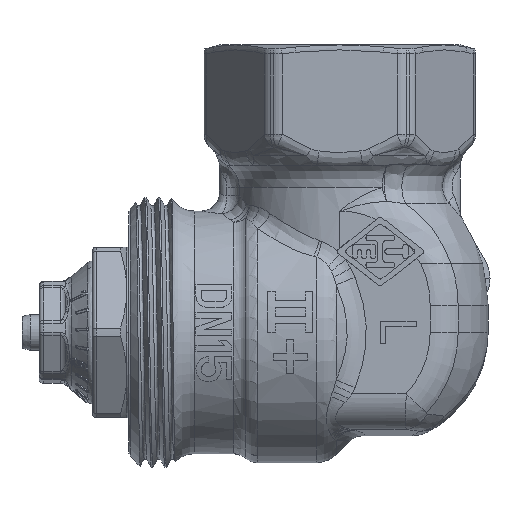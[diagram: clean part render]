
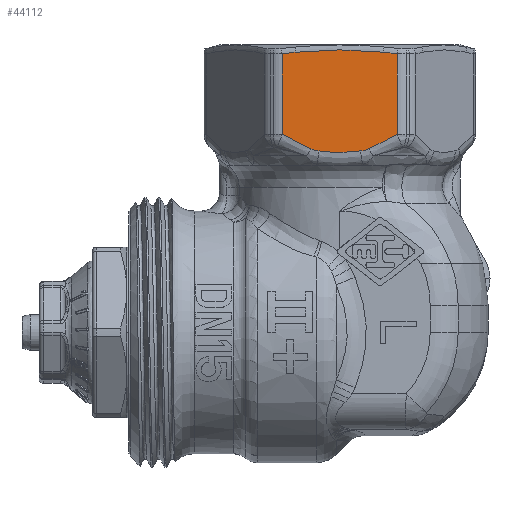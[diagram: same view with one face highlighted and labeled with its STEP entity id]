
A CAD part, left-side view. The second image highlights one B-rep face of the part: STEP entity #44112.
In plain terms, the highlighted planar face has unit normal (-1, 0, 0).
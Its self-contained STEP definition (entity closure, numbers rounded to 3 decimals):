
#11157=CARTESIAN_POINT('',(-13.425,6.409,
30.983));
#11158=CARTESIAN_POINT('',(-13.425,6.23,
31.006));
#11159=CARTESIAN_POINT('',(-13.425,5.877,
31.051));
#11160=CARTESIAN_POINT('',(-13.425,5.361,
31.111));
#11161=CARTESIAN_POINT('',(-13.425,5.026,31.148));
#11162=CARTESIAN_POINT('',(-13.425,4.861,31.165));
#11186=CARTESIAN_POINT('',(-13.425,4.861,31.165));
#11187=CARTESIAN_POINT('',(-13.425,4.283,31.225));
#11188=CARTESIAN_POINT('',(-13.425,3.153,31.324));
#11189=CARTESIAN_POINT('',(-13.425,1.554,31.41));
#11190=CARTESIAN_POINT('',(-13.425,0.,31.438));
#11191=CARTESIAN_POINT('',(-13.425,-1.554,31.41));
#11192=CARTESIAN_POINT('',(-13.425,-3.153,31.324));
#11193=CARTESIAN_POINT('',(-13.425,-4.283,31.225));
#11194=CARTESIAN_POINT('',(-13.425,-4.861,31.165));
#11203=CARTESIAN_POINT('',(-13.425,-4.861,31.165));
#11204=CARTESIAN_POINT('',(-13.425,-5.026,31.148));
#11205=CARTESIAN_POINT('',(-13.425,-5.361,
31.111));
#11206=CARTESIAN_POINT('',(-13.425,-5.877,
31.051));
#11207=CARTESIAN_POINT('',(-13.425,-6.23,
31.006));
#11208=CARTESIAN_POINT('',(-13.425,-6.409,
30.983));
#13013=DIRECTION('',(0.,0.,-1.));
#13014=VECTOR('',#13013,8.959);
#13015=CARTESIAN_POINT('',(-13.425,6.409,
30.983));
#13016=LINE('',#13015,#13014);
#13021=DIRECTION('',(0.,0.,1.));
#13022=VECTOR('',#13021,8.959);
#13023=CARTESIAN_POINT('',(-13.425,-6.409,
22.024));
#13024=LINE('',#13023,#13022);
#13065=CARTESIAN_POINT('',(-13.425,-6.409,
22.024));
#13079=CARTESIAN_POINT('',(-13.425,-6.409,
22.024));
#13080=CARTESIAN_POINT('',(-13.425,-6.176,
21.931));
#13081=CARTESIAN_POINT('',(-13.425,-5.691,
21.728));
#13082=CARTESIAN_POINT('',(-13.425,-4.898,
21.356));
#13083=CARTESIAN_POINT('',(-13.425,-4.066,
20.925));
#13084=CARTESIAN_POINT('',(-13.425,-3.5,
20.606));
#13085=CARTESIAN_POINT('',(-13.425,-3.214,
20.437));
#13104=CARTESIAN_POINT('',(-13.425,-3.214,
20.437));
#13105=CARTESIAN_POINT('',(-13.425,-3.188,
20.421));
#13106=CARTESIAN_POINT('',(-13.425,-3.132,
20.392));
#13107=CARTESIAN_POINT('',(-13.425,-3.032,
20.35));
#13108=CARTESIAN_POINT('',(-13.425,-2.92,
20.311));
#13109=CARTESIAN_POINT('',(-13.425,-2.792,20.276));
#13110=CARTESIAN_POINT('',(-13.425,-2.65,
20.243));
#13111=CARTESIAN_POINT('',(-13.425,-2.491,
20.214));
#13112=CARTESIAN_POINT('',(-13.425,-2.374,
20.196));
#13113=CARTESIAN_POINT('',(-13.425,-2.313,
20.188));
#13129=CARTESIAN_POINT('',(-13.425,-2.313,
20.188));
#13130=CARTESIAN_POINT('',(-13.425,-1.959,
20.141));
#13131=CARTESIAN_POINT('',(-13.425,-1.287,
20.068));
#13132=CARTESIAN_POINT('',(-13.425,-0.419,
20.021));
#13133=CARTESIAN_POINT('',(-13.425,0.418,
20.021));
#13134=CARTESIAN_POINT('',(-13.425,1.286,
20.068));
#13135=CARTESIAN_POINT('',(-13.425,1.959,
20.141));
#13136=CARTESIAN_POINT('',(-13.425,2.313,
20.188));
#13155=CARTESIAN_POINT('',(-13.425,2.313,
20.188));
#13156=CARTESIAN_POINT('',(-13.425,2.374,
20.196));
#13157=CARTESIAN_POINT('',(-13.425,2.491,
20.214));
#13158=CARTESIAN_POINT('',(-13.425,2.65,
20.243));
#13159=CARTESIAN_POINT('',(-13.425,2.792,20.276));
#13160=CARTESIAN_POINT('',(-13.425,2.92,
20.311));
#13161=CARTESIAN_POINT('',(-13.425,3.032,
20.35));
#13162=CARTESIAN_POINT('',(-13.425,3.132,
20.392));
#13163=CARTESIAN_POINT('',(-13.425,3.188,
20.421));
#13164=CARTESIAN_POINT('',(-13.425,3.214,
20.437));
#13239=CARTESIAN_POINT('',(-13.425,3.214,
20.437));
#13240=CARTESIAN_POINT('',(-13.425,3.5,
20.606));
#13241=CARTESIAN_POINT('',(-13.425,4.066,
20.925));
#13242=CARTESIAN_POINT('',(-13.425,4.898,
21.356));
#13243=CARTESIAN_POINT('',(-13.425,5.691,
21.728));
#13244=CARTESIAN_POINT('',(-13.425,6.176,
21.931));
#13245=CARTESIAN_POINT('',(-13.425,6.409,
22.024));
#27555=VERTEX_POINT('',#13065);
#27557=VERTEX_POINT('',#13085);
#27559=VERTEX_POINT('',#13113);
#27561=VERTEX_POINT('',#13136);
#27563=VERTEX_POINT('',#13164);
#27565=VERTEX_POINT('',#13245);
#27592=CARTESIAN_POINT('',(-13.425,6.409,
30.983));
#27593=VERTEX_POINT('',#27592);
#27596=CARTESIAN_POINT('',(-13.425,-6.409,
30.983));
#27597=VERTEX_POINT('',#27596);
#28651=VERTEX_POINT('',#11203);
#28652=VERTEX_POINT('',#11186);
#44089=CARTESIAN_POINT('',(-13.425,-21.008,17.886));
#44090=DIRECTION('',(1.,0.,0.));
#44091=DIRECTION('',(0.,0.,1.));
#44092=AXIS2_PLACEMENT_3D('',#44089,#44090,#44091);
#44093=PLANE('',#44092);
#44094=ORIENTED_EDGE('',*,*,#44080,.F.);
#44095=ORIENTED_EDGE('',*,*,#40651,.T.);
#44096=ORIENTED_EDGE('',*,*,#40701,.T.);
#44097=ORIENTED_EDGE('',*,*,#40735,.T.);
#44099=ORIENTED_EDGE('',*,*,#44098,.F.);
#44101=ORIENTED_EDGE('',*,*,#44100,.T.);
#44103=ORIENTED_EDGE('',*,*,#44102,.T.);
#44105=ORIENTED_EDGE('',*,*,#44104,.T.);
#44107=ORIENTED_EDGE('',*,*,#44106,.T.);
#44109=ORIENTED_EDGE('',*,*,#44108,.T.);
#44110=EDGE_LOOP('',(#44094,#44095,#44096,#44097,#44099,#44101,#44103,#44105,
#44107,#44109));
#44111=FACE_OUTER_BOUND('',#44110,.F.);
#44112=ADVANCED_FACE('',(#44111),#44093,.F.);
#11163=B_SPLINE_CURVE_WITH_KNOTS('',3,(#11157,#11158,#11159,#11160,#11161,
#11162),.UNSPECIFIED.,.F.,.F.,(4,1,1,4),(0.,0.333,
0.667,1.),.UNSPECIFIED.);
#11195=B_SPLINE_CURVE_WITH_KNOTS('',3,(#11186,#11187,#11188,#11189,#11190,
#11191,#11192,#11193,#11194),.UNSPECIFIED.,.F.,.F.,(4,1,1,1,1,1,4),(0.,
0.167,0.333,0.5,0.667,0.833,
1.),.UNSPECIFIED.);
#11209=B_SPLINE_CURVE_WITH_KNOTS('',3,(#11203,#11204,#11205,#11206,#11207,
#11208),.UNSPECIFIED.,.F.,.F.,(4,1,1,4),(0.,0.333,
0.667,1.),.UNSPECIFIED.);
#13086=B_SPLINE_CURVE_WITH_KNOTS('',3,(#13079,#13080,#13081,#13082,#13083,
#13084,#13085),.UNSPECIFIED.,.F.,.F.,(4,1,1,1,4),(0.,0.25,0.5,0.75,
1.),.UNSPECIFIED.);
#13114=B_SPLINE_CURVE_WITH_KNOTS('',3,(#13104,#13105,#13106,#13107,#13108,
#13109,#13110,#13111,#13112,#13113),.UNSPECIFIED.,.F.,.F.,(4,1,1,1,1,1,1,4),(
0.,0.143,0.286,0.429,0.571,
0.714,0.857,1.),.UNSPECIFIED.);
#13137=B_SPLINE_CURVE_WITH_KNOTS('',3,(#13129,#13130,#13131,#13132,#13133,
#13134,#13135,#13136),.UNSPECIFIED.,.F.,.F.,(4,1,1,1,1,4),(0.,0.2,0.4,
0.6,0.8,1.),.UNSPECIFIED.);
#13165=B_SPLINE_CURVE_WITH_KNOTS('',3,(#13155,#13156,#13157,#13158,#13159,
#13160,#13161,#13162,#13163,#13164),.UNSPECIFIED.,.F.,.F.,(4,1,1,1,1,1,1,4),(
0.,0.143,0.286,0.429,0.571,
0.714,0.857,1.),.UNSPECIFIED.);
#13246=B_SPLINE_CURVE_WITH_KNOTS('',3,(#13239,#13240,#13241,#13242,#13243,
#13244,#13245),.UNSPECIFIED.,.F.,.F.,(4,1,1,1,4),(0.,0.25,0.5,0.75,
1.),.UNSPECIFIED.);
#40651=EDGE_CURVE('',#27593,#28652,#11163,.T.);
#40701=EDGE_CURVE('',#28652,#28651,#11195,.T.);
#40735=EDGE_CURVE('',#28651,#27597,#11209,.T.);
#44080=EDGE_CURVE('',#27593,#27565,#13016,.T.);
#44098=EDGE_CURVE('',#27555,#27597,#13024,.T.);
#44100=EDGE_CURVE('',#27555,#27557,#13086,.T.);
#44102=EDGE_CURVE('',#27557,#27559,#13114,.T.);
#44104=EDGE_CURVE('',#27559,#27561,#13137,.T.);
#44106=EDGE_CURVE('',#27561,#27563,#13165,.T.);
#44108=EDGE_CURVE('',#27563,#27565,#13246,.T.);
